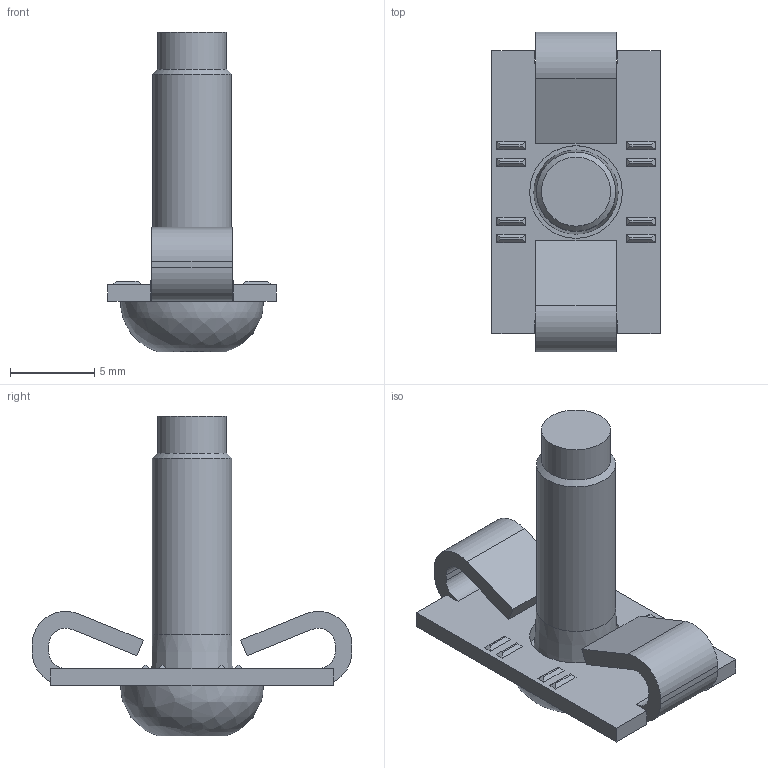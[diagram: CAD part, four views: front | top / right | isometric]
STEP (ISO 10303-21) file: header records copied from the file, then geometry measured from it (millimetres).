
FILE_DESCRIPTION(/* description */ ('STEP AP214'),/* implementation_level */ '2;1');
FILE_NAME(/* name */ '1025168.stp',/* time_stamp */ '2024-04-30T16:22:59+02:00',/* author */ ('b.steehouwer'),/* organization */ ('CADENAS'),/* preprocessor_version */ 'ST-DEVELOPER v18.1',/* originating_system */ 'Autodesk Inventor 2021',/* authorisation */ ' ');
FILE_SCHEMA (('AUTOMOTIVE_DESIGN { 1 0 10303 214 3 1 1 }'));
Length unit declared in the file: millimetre
Products named in the file (3): 1025168; 099F0520M05_screw; 099F0520M05_body
Assembly tree (2 placements, depth 2):
  1025168
    099F0520M05_screw
    099F0520M05_body
Bounding box: 10 x 19 x 19 mm (x, y, z)
Volume: 615.7 mm3; surface area: 981.1 mm2
Topology: 2 solids, 2 shells, 92 faces, 234 edges, 156 vertices
Faces by surface type: plane 78, cylinder 11, cone 2, bspline 1
Full cylindrical faces by diameter (mm): 4.1 x1, 4.7 x1, 5.5 x1
Entity records: 2896 total; most frequent: CARTESIAN_POINT 513, ORIENTED_EDGE 468, DIRECTION 455, EDGE_CURVE 234, LINE 205, VECTOR 205, VERTEX_POINT 156, AXIS2_PLACEMENT_3D 125
